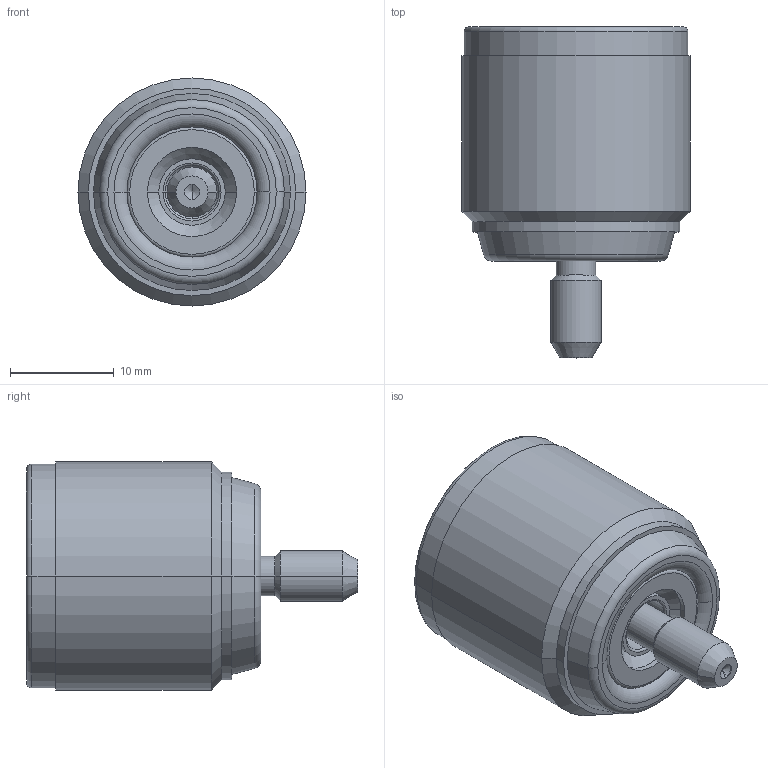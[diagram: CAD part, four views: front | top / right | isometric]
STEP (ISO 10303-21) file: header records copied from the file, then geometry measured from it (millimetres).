
FILE_DESCRIPTION((''),'2;1');
FILE_NAME('00117428000','2020-07-02T',('presta_be4'),(''),'CREO PARAMETRIC BY PTC INC, 2018360','CREO PARAMETRIC BY PTC INC, 2018360','');
FILE_SCHEMA(('CONFIG_CONTROL_DESIGN'));
Length unit declared in the file: millimetre
Products named in the file (1): 00117428000
Bounding box: 22 x 32 x 22 mm (x, y, z)
Volume: 6479.7 mm3; surface area: 8762.6 mm2
Topology: 2 solids, 3 shells, 1429 faces, 3673 edges, 2364 vertices
Faces by surface type: plane 607, cylinder 522, cone 186, bspline 48, torus 42, sphere 24
Entity records: 53569 total; most frequent: CARTESIAN_POINT 18506, DIRECTION 7407, ORIENTED_EDGE 7290, EDGE_CURVE 3645, AXIS2_PLACEMENT_3D 2753, VERTEX_POINT 2364, VECTOR 1901, LINE 1901
